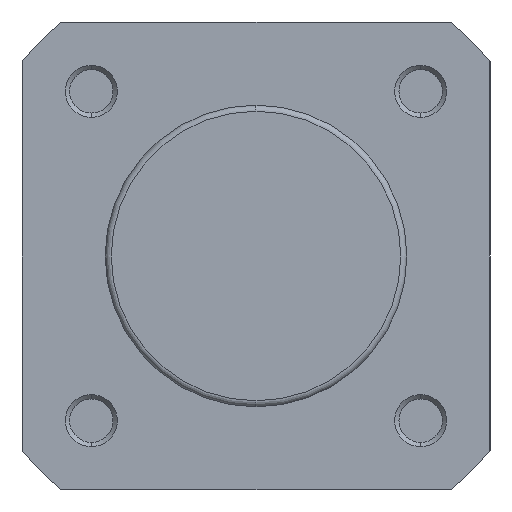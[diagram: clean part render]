
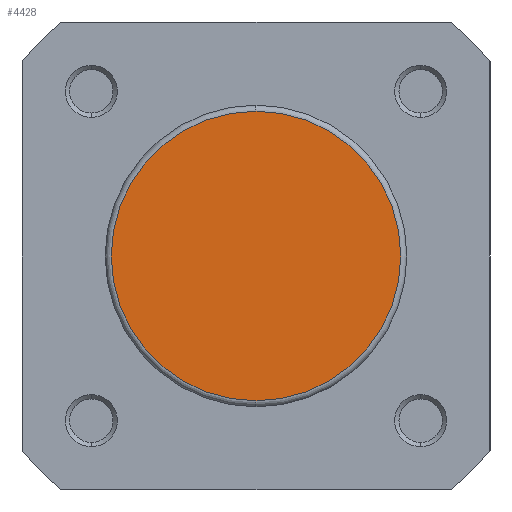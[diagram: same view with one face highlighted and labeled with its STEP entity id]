
A CAD part, left-side view. The second image highlights one B-rep face of the part: STEP entity #4428.
In plain terms, the highlighted planar face has unit normal (-1, 0, 0).
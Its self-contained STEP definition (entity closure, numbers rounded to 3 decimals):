
#9 = CARTESIAN_POINT ( 'NONE',  ( 0., -17.4, 0. ) ) ;
#10 = PLANE ( 'NONE',  #2965 ) ;
#12 = DIRECTION ( 'NONE',  ( -1., 0., 0. ) ) ;
#13 = DIRECTION ( 'NONE',  ( 0., 0., 1. ) ) ;
#717 = EDGE_LOOP ( 'NONE', ( #1066, #1065 ) ) ;
#1065 = ORIENTED_EDGE ( 'NONE', *, *, #2364, .T. ) ;
#1066 = ORIENTED_EDGE ( 'NONE', *, *, #2670, .T. ) ;
#1725 = CIRCLE ( 'NONE', #2734, 16.7 ) ;
#1847 = VERTEX_POINT ( 'NONE', #2067 ) ;
#1887 = CARTESIAN_POINT ( 'NONE',  ( 0., 0., 16.7 ) ) ;
#2067 = CARTESIAN_POINT ( 'NONE',  ( 0., 0., -16.7 ) ) ;
#2144 = VERTEX_POINT ( 'NONE', #1887 ) ;
#2364 = EDGE_CURVE ( 'NONE', #1847, #2144, #1725, .T. ) ;
#2670 = EDGE_CURVE ( 'NONE', #2144, #1847, #4565, .T. ) ;
#2734 = AXIS2_PLACEMENT_3D ( 'NONE', #3434, #3440, #3441 ) ;
#2900 = AXIS2_PLACEMENT_3D ( 'NONE', #4265, #4273, #4274 ) ;
#2965 = AXIS2_PLACEMENT_3D ( 'NONE', #9, #12, #13 ) ;
#3434 = CARTESIAN_POINT ( 'NONE',  ( 0., 0., 0. ) ) ;
#3440 = DIRECTION ( 'NONE',  ( -1., 0., 0. ) ) ;
#3441 = DIRECTION ( 'NONE',  ( 0., 0., 1. ) ) ;
#4265 = CARTESIAN_POINT ( 'NONE',  ( 0., 0., 0. ) ) ;
#4273 = DIRECTION ( 'NONE',  ( -1., 0., 0. ) ) ;
#4274 = DIRECTION ( 'NONE',  ( 0., 0., 1. ) ) ;
#4428 = ADVANCED_FACE ( 'NONE', ( #5085 ), #10, .T. ) ;
#4565 = CIRCLE ( 'NONE', #2900, 16.7 ) ;
#5085 = FACE_OUTER_BOUND ( 'NONE', #717, .T. ) ;
